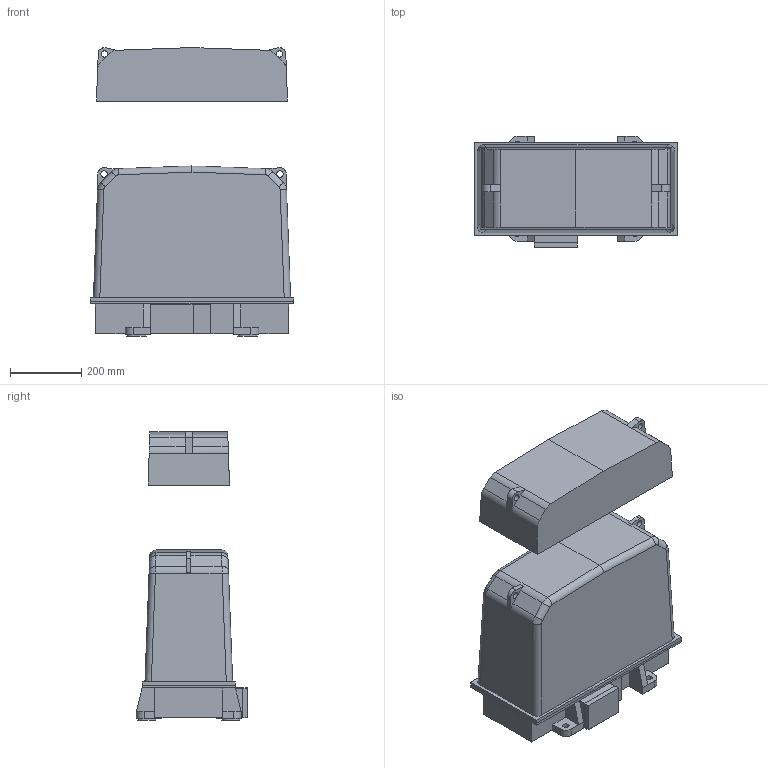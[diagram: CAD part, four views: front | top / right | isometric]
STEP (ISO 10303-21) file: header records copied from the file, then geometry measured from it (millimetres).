
FILE_DESCRIPTION(/* description */ (''),/* implementation_level */ '2;1');
FILE_NAME(/* name */ 'MS6-50HZ',/* time_stamp */ '2020-10-01T12:43:04+02:00',/* author */ (''),/* organization */ (''),/* preprocessor_version */ 'ST-DEVELOPER v16.5',/* originating_system */ 'HiCAD 2019 2402.2 Build 521',/* authorisation */ '');
FILE_SCHEMA (('AUTOMOTIVE_DESIGN { 1 0 10303 214 1 1 1 1 }'));
Length unit declared in the file: millimetre
Products named in the file (9): Root; Hauptbaugruppe_Baugruppe; MS 6_Baugruppe; 0166203_MAGNETANTRIEB; MS6_Baugruppe; Grundplatte MS 6; SP 50Hz; Haube MS 6; HAUBENAUSBAUMAß
Assembly tree (8 placements, depth 6):
  Root
    Hauptbaugruppe_Baugruppe
      MS 6_Baugruppe
        0166203_MAGNETANTRIEB
          MS6_Baugruppe
            Grundplatte MS 6
            SP 50Hz
            Haube MS 6
          HAUBENAUSBAUMAß
Bounding box: 572 x 312 x 810 mm (x, y, z)
Volume: 30959470.8 mm3; surface area: 2370512.2 mm2
Topology: 3 solids, 5 shells, 220 faces, 591 edges, 389 vertices
Faces by surface type: plane 154, cylinder 57, bspline 8, sphere 1
Full cylindrical faces by diameter (mm): 2 x1, 17.5 x4, 18 x4
Entity records: 12490 total; most frequent: CARTESIAN_POINT 1488, PRESENTATION_STYLE_ASSIGNMENT 1134, DRAUGHTING_PRE_DEFINED_CURVE_FONT 1130, CURVE_STYLE 1130, OVER_RIDING_STYLED_ITEM 1128, ORIENTED_EDGE 1126, DIRECTION 1087, COLOUR_RGB 962
